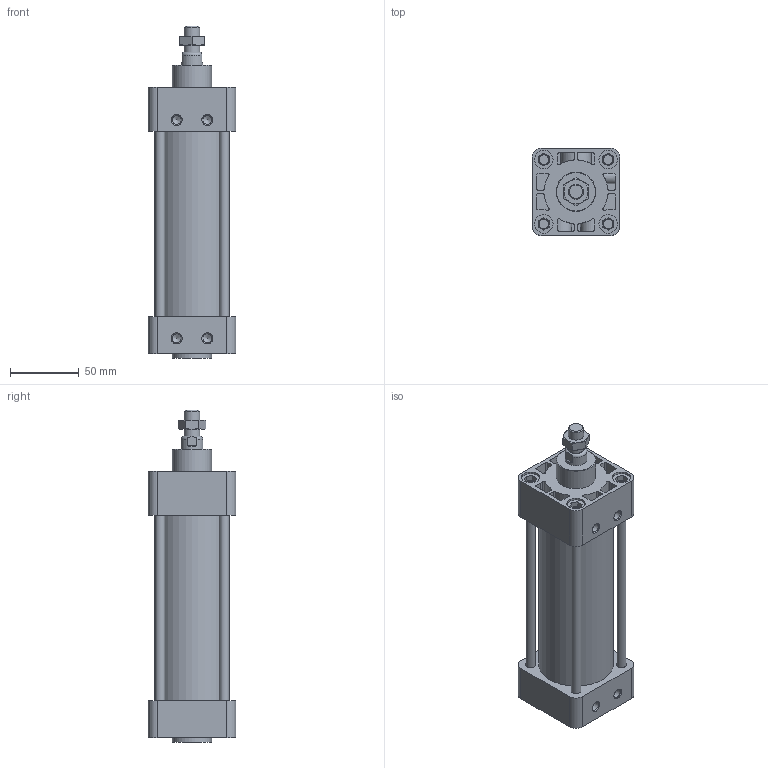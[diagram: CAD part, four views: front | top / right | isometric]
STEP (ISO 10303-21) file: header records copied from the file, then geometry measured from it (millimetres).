
FILE_DESCRIPTION(/* description */ ('STEP AP214'),/* implementation_level */ '2;1');
FILE_NAME(/* name */ 'MCQN-11-50-0400M',/* time_stamp */ '2024-06-14T14:28:32+02:00',/* author */ ('License CC BY-ND 4.0'),/* organization */ ('CADENAS'),/* preprocessor_version */ 'ST-DEVELOPER v19.3',/* originating_system */ 'PARTsolutions',/* authorisation */ ' ');
FILE_SCHEMA (('AUTOMOTIVE_DESIGN {1 0 10303 214 3 1 1}'));
Length unit declared in the file: inch
Products named in the file (4): MCQN-11-50-0400M; MCQN50114(-b); MCQN50114(-r); MCQN50(-n)
Assembly tree (3 placements, depth 2):
  MCQN-11-50-0400M
    MCQN50114(-b)
    MCQN50114(-r)
    MCQN50(-n)
Bounding box: 63.5 x 63.5 x 241.3 mm (x, y, z)
Volume: 356569.1 mm3; surface area: 128061.5 mm2
Topology: 3 solids, 3 shells, 422 faces, 1010 edges, 644 vertices
Faces by surface type: plane 222, cylinder 165, cone 34, torus 1
Full cylindrical faces by diameter (mm): 5.994 x2, 6.563 x4, 6.955 x8, 7.188 x4, 8.001 x2, 9.738 x1, 10.008 x2, 11.112 x1, 13.411 x8, 14.732 x2, 15.875 x2, 28.575 x2, 50.8 x2, 54 x1
Entity records: 12147 total; most frequent: CARTESIAN_POINT 2324, DIRECTION 2080, ORIENTED_EDGE 1880, EDGE_CURVE 940, AXIS2_PLACEMENT_3D 786, VERTEX_POINT 642, FACE_BOUND 550, EDGE_LOOP 546
